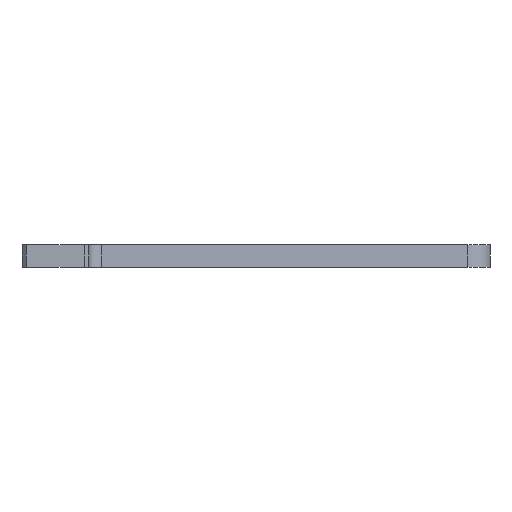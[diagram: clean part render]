
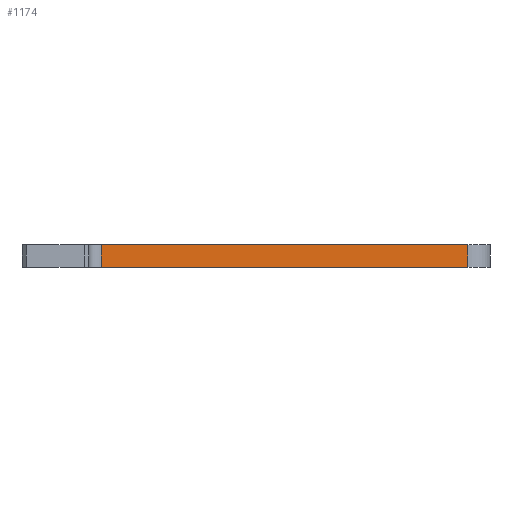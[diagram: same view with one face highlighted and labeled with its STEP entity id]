
A CAD part, left-side view. The second image highlights one B-rep face of the part: STEP entity #1174.
In plain terms, the highlighted planar face has unit normal (-0.999, -0.056, 0).
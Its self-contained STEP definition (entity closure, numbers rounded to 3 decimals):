
#71=PLANE('',#1312);
#128=FACE_OUTER_BOUND('',#216,.T.);
#216=EDGE_LOOP('',(#1033,#1034,#1035,#1036));
#268=LINE('',#1781,#374);
#277=LINE('',#1821,#383);
#325=LINE('',#1987,#431);
#326=LINE('',#1989,#432);
#374=VECTOR('',#1404,10.);
#383=VECTOR('',#1443,10.);
#431=VECTOR('',#1633,10.);
#432=VECTOR('',#1636,10.);
#546=VERTEX_POINT('',#1778);
#547=VERTEX_POINT('',#1780);
#562=VERTEX_POINT('',#1818);
#563=VERTEX_POINT('',#1820);
#655=EDGE_CURVE('',#547,#546,#268,.T.);
#676=EDGE_CURVE('',#562,#563,#277,.T.);
#761=EDGE_CURVE('',#547,#562,#325,.T.);
#762=EDGE_CURVE('',#563,#546,#326,.T.);
#1033=ORIENTED_EDGE('',*,*,#761,.F.);
#1034=ORIENTED_EDGE('',*,*,#655,.T.);
#1035=ORIENTED_EDGE('',*,*,#762,.F.);
#1036=ORIENTED_EDGE('',*,*,#676,.F.);
#1174=ADVANCED_FACE('',(#128),#71,.T.);
#1312=AXIS2_PLACEMENT_3D('',#1988,#1634,#1635);
#1404=DIRECTION('',(0.055,-0.998,0.));
#1443=DIRECTION('',(0.055,-0.998,0.));
#1633=DIRECTION('',(0.,0.,1.));
#1634=DIRECTION('center_axis',(-0.998,-0.055,0.));
#1635=DIRECTION('ref_axis',(0.055,-0.998,0.));
#1636=DIRECTION('',(0.,0.,-1.));
#1778=CARTESIAN_POINT('',(29.725,-85.041,0.));
#1780=CARTESIAN_POINT('',(25.157,-2.834,0.));
#1781=CARTESIAN_POINT('',(25.,0.,0.));
#1818=CARTESIAN_POINT('',(25.157,-2.834,5.));
#1820=CARTESIAN_POINT('',(29.725,-85.041,5.));
#1821=CARTESIAN_POINT('',(25.,0.,5.));
#1987=CARTESIAN_POINT('',(25.157,-2.834,0.));
#1988=CARTESIAN_POINT('Origin',(25.,0.,0.));
#1989=CARTESIAN_POINT('',(29.725,-85.041,0.));
